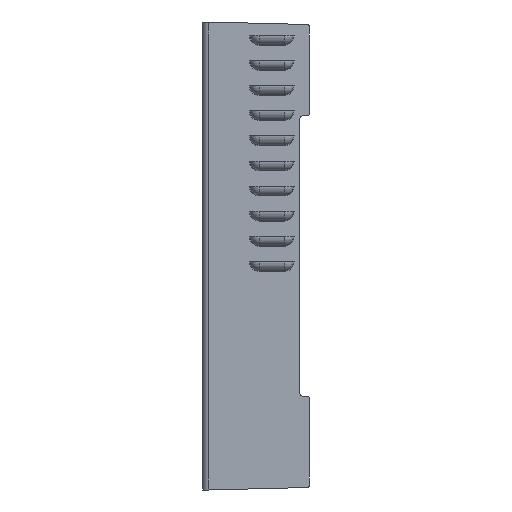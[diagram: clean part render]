
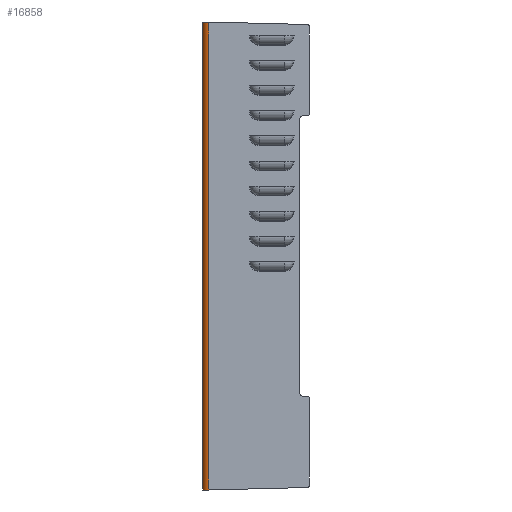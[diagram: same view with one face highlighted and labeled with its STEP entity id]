
A CAD part, left-side view. The second image highlights one B-rep face of the part: STEP entity #16858.
In plain terms, the highlighted cylindrical face has radius 5 mm (diameter 10 mm), a partial arc.
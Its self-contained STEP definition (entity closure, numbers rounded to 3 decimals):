
#408 = VERTEX_POINT ( 'NONE', #1871 ) ;
#538 = CYLINDRICAL_SURFACE ( 'NONE', #10482, 5. ) ;
#927 = CARTESIAN_POINT ( 'NONE',  ( -284.5, 70., 563.475 ) ) ;
#1387 = VECTOR ( 'NONE', #13043, 1000. ) ;
#1871 = CARTESIAN_POINT ( 'NONE',  ( -279.5, 75., 190.975 ) ) ;
#3715 = CARTESIAN_POINT ( 'NONE',  ( -279.5, 75., 563.475 ) ) ;
#4225 = CARTESIAN_POINT ( 'NONE',  ( -279.5, 70., 563.475 ) ) ;
#4813 = VERTEX_POINT ( 'NONE', #13797 ) ;
#6248 = DIRECTION ( 'NONE',  ( 1., 0., 0. ) ) ;
#6606 = EDGE_LOOP ( 'NONE', ( #12388, #25751, #23400, #12231 ) ) ;
#6923 = EDGE_CURVE ( 'NONE', #408, #4813, #22450, .T. ) ;
#7909 = CARTESIAN_POINT ( 'NONE',  ( -279.5, 70., 190.975 ) ) ;
#8376 = EDGE_CURVE ( 'NONE', #14594, #16050, #21136, .T. ) ;
#8381 = EDGE_CURVE ( 'NONE', #408, #14594, #10699, .T. ) ;
#8420 = DIRECTION ( 'NONE',  ( 0., 0., 1. ) ) ;
#9273 = LINE ( 'NONE', #12911, #1387 ) ;
#10265 = DIRECTION ( 'NONE',  ( 1., 0., 0. ) ) ;
#10482 = AXIS2_PLACEMENT_3D ( 'NONE', #16985, #23165, #10265 ) ;
#10699 = LINE ( 'NONE', #18634, #18128 ) ;
#11819 = DIRECTION ( 'NONE',  ( 0., 0., 1. ) ) ;
#12231 = ORIENTED_EDGE ( 'NONE', *, *, #8376, .F. ) ;
#12388 = ORIENTED_EDGE ( 'NONE', *, *, #8381, .F. ) ;
#12911 = CARTESIAN_POINT ( 'NONE',  ( -284.5, 70., 195.975 ) ) ;
#13043 = DIRECTION ( 'NONE',  ( 0., 0., -1. ) ) ;
#13797 = CARTESIAN_POINT ( 'NONE',  ( -284.5, 70., 190.975 ) ) ;
#14089 = DIRECTION ( 'NONE',  ( 1., 0., 0. ) ) ;
#14594 = VERTEX_POINT ( 'NONE', #3715 ) ;
#16050 = VERTEX_POINT ( 'NONE', #927 ) ;
#16858 = ADVANCED_FACE ( 'NONE', ( #21003 ), #538, .T. ) ;
#16882 = DIRECTION ( 'NONE',  ( 0., 0., 1. ) ) ;
#16985 = CARTESIAN_POINT ( 'NONE',  ( -279.5, 70., 0. ) ) ;
#18128 = VECTOR ( 'NONE', #16882, 1000. ) ;
#18634 = CARTESIAN_POINT ( 'NONE',  ( -279.5, 75., 0. ) ) ;
#18726 = EDGE_CURVE ( 'NONE', #16050, #4813, #9273, .T. ) ;
#21003 = FACE_OUTER_BOUND ( 'NONE', #6606, .T. ) ;
#21136 = CIRCLE ( 'NONE', #24583, 5. ) ;
#22450 = CIRCLE ( 'NONE', #25473, 5. ) ;
#23165 = DIRECTION ( 'NONE',  ( 0., 0., 1. ) ) ;
#23400 = ORIENTED_EDGE ( 'NONE', *, *, #18726, .F. ) ;
#24583 = AXIS2_PLACEMENT_3D ( 'NONE', #4225, #8420, #6248 ) ;
#25473 = AXIS2_PLACEMENT_3D ( 'NONE', #7909, #11819, #14089 ) ;
#25751 = ORIENTED_EDGE ( 'NONE', *, *, #6923, .T. ) ;
